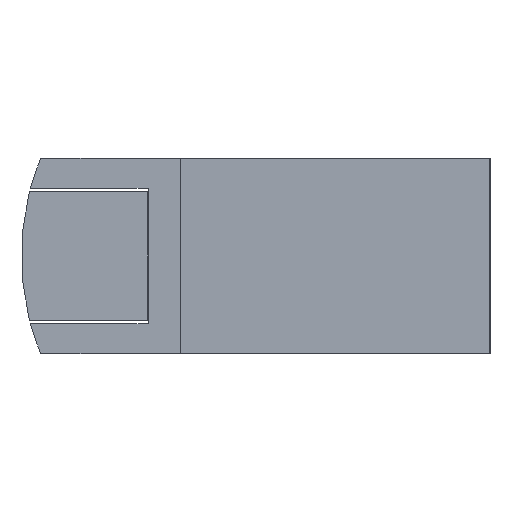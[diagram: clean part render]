
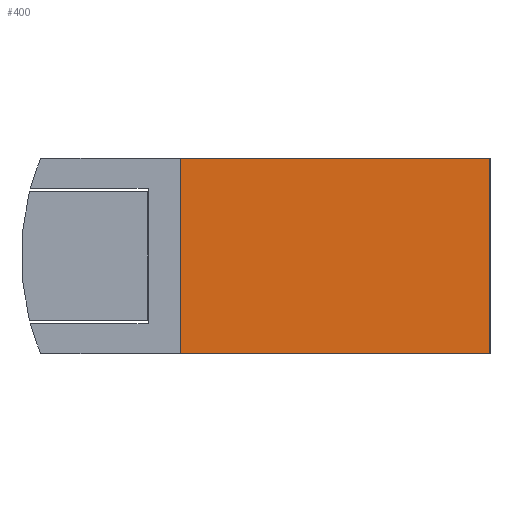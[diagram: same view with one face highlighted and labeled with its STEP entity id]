
A CAD part, left-side view. The second image highlights one B-rep face of the part: STEP entity #400.
In plain terms, the highlighted planar face has unit normal (-1, 0, 0).
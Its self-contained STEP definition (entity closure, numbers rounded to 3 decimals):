
#4 = DIRECTION ( 'NONE',  ( 0., 0., -1. ) ) ;
#51 = LINE ( 'NONE', #410, #690 ) ;
#71 = VERTEX_POINT ( 'NONE', #879 ) ;
#101 = EDGE_CURVE ( 'NONE', #720, #71, #795, .T. ) ;
#102 = VECTOR ( 'NONE', #627, 1000. ) ;
#140 = ORIENTED_EDGE ( 'NONE', *, *, #1007, .F. ) ;
#145 = DIRECTION ( 'NONE',  ( 0., 0., -1. ) ) ;
#165 = PLANE ( 'NONE',  #620 ) ;
#190 = LINE ( 'NONE', #751, #741 ) ;
#241 = CARTESIAN_POINT ( 'NONE',  ( -102., -19., 6. ) ) ;
#262 = FACE_OUTER_BOUND ( 'NONE', #904, .T. ) ;
#284 = CARTESIAN_POINT ( 'NONE',  ( -102., -19., 6. ) ) ;
#383 = VERTEX_POINT ( 'NONE', #933 ) ;
#400 = ADVANCED_FACE ( 'NONE', ( #262 ), #165, .F. ) ;
#410 = CARTESIAN_POINT ( 'NONE',  ( -102., 0., 6. ) ) ;
#426 = DIRECTION ( 'NONE',  ( 0., 1., 0. ) ) ;
#429 = CARTESIAN_POINT ( 'NONE',  ( -102., 0., 6. ) ) ;
#464 = ORIENTED_EDGE ( 'NONE', *, *, #998, .T. ) ;
#620 = AXIS2_PLACEMENT_3D ( 'NONE', #241, #1018, #4 ) ;
#627 = DIRECTION ( 'NONE',  ( 0., 0., -1. ) ) ;
#631 = ORIENTED_EDGE ( 'NONE', *, *, #101, .F. ) ;
#665 = VERTEX_POINT ( 'NONE', #429 ) ;
#690 = VECTOR ( 'NONE', #145, 1000. ) ;
#720 = VERTEX_POINT ( 'NONE', #284 ) ;
#731 = CARTESIAN_POINT ( 'NONE',  ( -102., -19., 6. ) ) ;
#741 = VECTOR ( 'NONE', #1011, 1000. ) ;
#751 = CARTESIAN_POINT ( 'NONE',  ( -102., -19., -6. ) ) ;
#766 = CARTESIAN_POINT ( 'NONE',  ( -102., -19., 6. ) ) ;
#795 = LINE ( 'NONE', #731, #102 ) ;
#803 = EDGE_CURVE ( 'NONE', #665, #383, #51, .T. ) ;
#879 = CARTESIAN_POINT ( 'NONE',  ( -102., -19., -6. ) ) ;
#904 = EDGE_LOOP ( 'NONE', ( #1051, #140, #631, #464 ) ) ;
#933 = CARTESIAN_POINT ( 'NONE',  ( -102., 0., -6. ) ) ;
#935 = LINE ( 'NONE', #766, #942 ) ;
#942 = VECTOR ( 'NONE', #426, 1000. ) ;
#998 = EDGE_CURVE ( 'NONE', #720, #665, #935, .T. ) ;
#1007 = EDGE_CURVE ( 'NONE', #71, #383, #190, .T. ) ;
#1011 = DIRECTION ( 'NONE',  ( 0., 1., 0. ) ) ;
#1018 = DIRECTION ( 'NONE',  ( 1., 0., 0. ) ) ;
#1051 = ORIENTED_EDGE ( 'NONE', *, *, #803, .T. ) ;
